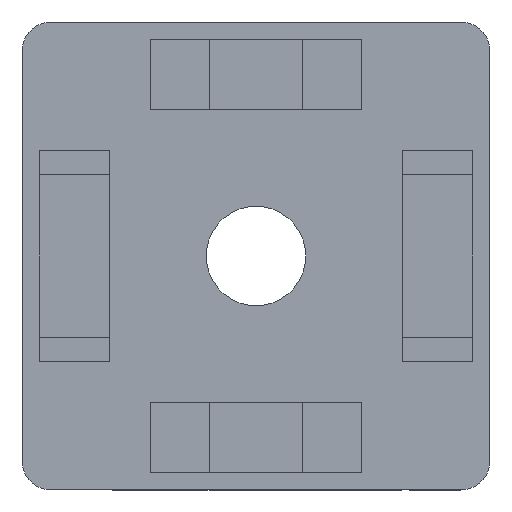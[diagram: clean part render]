
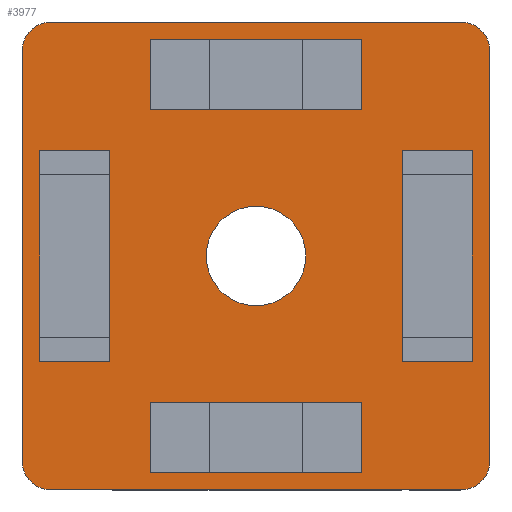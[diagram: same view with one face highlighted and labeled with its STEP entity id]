
A CAD part, front view. The second image highlights one B-rep face of the part: STEP entity #3977.
In plain terms, the highlighted planar face has unit normal (0, -1, 0).
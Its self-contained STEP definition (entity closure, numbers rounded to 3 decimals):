
#1038=CARTESIAN_POINT('',(20.0,0.0,-17.5));
#1039=VERTEX_POINT('',#1038);
#1046=CARTESIAN_POINT('',(17.5,0.0,-20.0));
#1047=VERTEX_POINT('',#1046);
#1048=CARTESIAN_POINT('',(17.5,0.0,-17.5));
#1049=DIRECTION('',(0.0,1.0,0.0));
#1050=DIRECTION('',(0.707,0.0,-0.707));
#1051=AXIS2_PLACEMENT_3D('',#1048,#1049,#1050);
#1052=CIRCLE('',#1051,2.5);
#1053=EDGE_CURVE('',#1039,#1047,#1052,.T.);
#1070=CARTESIAN_POINT('',(20.0,0.0,17.5));
#1071=VERTEX_POINT('',#1070);
#1078=CARTESIAN_POINT('',(20.0,0.0,17.5));
#1079=DIRECTION('',(0.0,0.0,-1.0));
#1080=VECTOR('',#1079,35.0);
#1081=LINE('',#1078,#1080);
#1082=EDGE_CURVE('',#1071,#1039,#1081,.T.);
#1094=CARTESIAN_POINT('',(17.5,0.0,20.0));
#1095=VERTEX_POINT('',#1094);
#1102=CARTESIAN_POINT('',(17.5,0.0,17.5));
#1103=DIRECTION('',(0.0,1.0,0.0));
#1104=DIRECTION('',(0.707,0.0,0.707));
#1105=AXIS2_PLACEMENT_3D('',#1102,#1103,#1104);
#1106=CIRCLE('',#1105,2.5);
#1107=EDGE_CURVE('',#1095,#1071,#1106,.T.);
#1119=CARTESIAN_POINT('',(-17.5,0.0,20.0));
#1120=VERTEX_POINT('',#1119);
#1127=CARTESIAN_POINT('',(-17.5,0.0,20.0));
#1128=DIRECTION('',(1.0,0.0,0.0));
#1129=VECTOR('',#1128,35.0);
#1130=LINE('',#1127,#1129);
#1131=EDGE_CURVE('',#1120,#1095,#1130,.T.);
#1143=CARTESIAN_POINT('',(-20.0,0.0,17.5));
#1144=VERTEX_POINT('',#1143);
#1151=CARTESIAN_POINT('',(-17.5,0.0,17.5));
#1152=DIRECTION('',(0.0,1.0,0.0));
#1153=DIRECTION('',(-0.707,0.0,0.707));
#1154=AXIS2_PLACEMENT_3D('',#1151,#1152,#1153);
#1155=CIRCLE('',#1154,2.5);
#1156=EDGE_CURVE('',#1144,#1120,#1155,.T.);
#1168=CARTESIAN_POINT('',(-20.0,0.0,-17.5));
#1169=VERTEX_POINT('',#1168);
#1176=CARTESIAN_POINT('',(-20.0,0.0,-17.5));
#1177=DIRECTION('',(0.0,0.0,1.0));
#1178=VECTOR('',#1177,35.0);
#1179=LINE('',#1176,#1178);
#1180=EDGE_CURVE('',#1169,#1144,#1179,.T.);
#1192=CARTESIAN_POINT('',(-17.5,0.0,-20.0));
#1193=VERTEX_POINT('',#1192);
#1200=CARTESIAN_POINT('',(-17.5,0.0,-17.5));
#1201=DIRECTION('',(0.0,1.0,0.0));
#1202=DIRECTION('',(-0.707,0.0,-0.707));
#1203=AXIS2_PLACEMENT_3D('',#1200,#1201,#1202);
#1204=CIRCLE('',#1203,2.5);
#1205=EDGE_CURVE('',#1193,#1169,#1204,.T.);
#1219=CARTESIAN_POINT('',(17.5,0.0,-20.0));
#1220=DIRECTION('',(-1.0,0.0,0.0));
#1221=VECTOR('',#1220,35.0);
#1222=LINE('',#1219,#1221);
#1223=EDGE_CURVE('',#1047,#1193,#1222,.T.);
#2704=CARTESIAN_POINT('',(-4.25,0.0,0.));
#2705=VERTEX_POINT('',#2704);
#2706=CARTESIAN_POINT('',(0.0,0.0,0.0));
#2707=DIRECTION('',(0.0,1.0,0.0));
#2708=DIRECTION('',(1.0,0.0,0.0));
#2709=AXIS2_PLACEMENT_3D('',#2706,#2707,#2708);
#2710=CIRCLE('',#2709,4.25);
#2711=EDGE_CURVE('',#2705,#2705,#2710,.T.);
#2907=CARTESIAN_POINT('',(-18.5,0.0,9.));
#2908=VERTEX_POINT('',#2907);
#2909=CARTESIAN_POINT('',(-12.5,0.0,9.));
#2910=VERTEX_POINT('',#2909);
#2911=CARTESIAN_POINT('',(-18.5,0.0,9.));
#2912=DIRECTION('',(1.0,0.0,0.0));
#2913=VECTOR('',#2912,6.0);
#2914=LINE('',#2911,#2913);
#2915=EDGE_CURVE('',#2908,#2910,#2914,.T.);
#2938=CARTESIAN_POINT('',(-12.5,0.0,-9.));
#2939=VERTEX_POINT('',#2938);
#2940=CARTESIAN_POINT('',(-12.5,0.0,9.));
#2941=DIRECTION('',(0.0,0.0,-1.0));
#2942=VECTOR('',#2941,18.0);
#2943=LINE('',#2940,#2942);
#2944=EDGE_CURVE('',#2910,#2939,#2943,.T.);
#2986=CARTESIAN_POINT('',(-18.5,0.0,-9.));
#2987=VERTEX_POINT('',#2986);
#2988=CARTESIAN_POINT('',(-18.5,0.0,-9.));
#2989=DIRECTION('',(0.0,0.0,1.0));
#2990=VECTOR('',#2989,18.0);
#2991=LINE('',#2988,#2990);
#2992=EDGE_CURVE('',#2987,#2908,#2991,.T.);
#3008=CARTESIAN_POINT('',(-12.5,0.0,-9.));
#3009=DIRECTION('',(-1.0,0.0,0.0));
#3010=VECTOR('',#3009,6.0);
#3011=LINE('',#3008,#3010);
#3012=EDGE_CURVE('',#2939,#2987,#3011,.T.);
#3175=CARTESIAN_POINT('',(-9.,0.0,-18.5));
#3176=VERTEX_POINT('',#3175);
#3177=CARTESIAN_POINT('',(-9.,0.0,-12.5));
#3178=VERTEX_POINT('',#3177);
#3179=CARTESIAN_POINT('',(-9.,0.0,-18.5));
#3180=DIRECTION('',(0.0,0.0,1.0));
#3181=VECTOR('',#3180,6.0);
#3182=LINE('',#3179,#3181);
#3183=EDGE_CURVE('',#3176,#3178,#3182,.T.);
#3206=CARTESIAN_POINT('',(9.,0.0,-12.5));
#3207=VERTEX_POINT('',#3206);
#3208=CARTESIAN_POINT('',(-9.,0.0,-12.5));
#3209=DIRECTION('',(1.0,0.0,0.0));
#3210=VECTOR('',#3209,18.0);
#3211=LINE('',#3208,#3210);
#3212=EDGE_CURVE('',#3178,#3207,#3211,.T.);
#3254=CARTESIAN_POINT('',(9.,0.0,-18.5));
#3255=VERTEX_POINT('',#3254);
#3256=CARTESIAN_POINT('',(9.,0.0,-18.5));
#3257=DIRECTION('',(-1.0,0.0,0.0));
#3258=VECTOR('',#3257,18.0);
#3259=LINE('',#3256,#3258);
#3260=EDGE_CURVE('',#3255,#3176,#3259,.T.);
#3276=CARTESIAN_POINT('',(9.,0.0,-12.5));
#3277=DIRECTION('',(0.0,0.0,-1.0));
#3278=VECTOR('',#3277,6.0);
#3279=LINE('',#3276,#3278);
#3280=EDGE_CURVE('',#3207,#3255,#3279,.T.);
#3443=CARTESIAN_POINT('',(18.5,0.0,-9.));
#3444=VERTEX_POINT('',#3443);
#3445=CARTESIAN_POINT('',(12.5,0.0,-9.));
#3446=VERTEX_POINT('',#3445);
#3447=CARTESIAN_POINT('',(18.5,0.0,-9.0));
#3448=DIRECTION('',(-1.0,0.0,0.0));
#3449=VECTOR('',#3448,6.0);
#3450=LINE('',#3447,#3449);
#3451=EDGE_CURVE('',#3444,#3446,#3450,.T.);
#3474=CARTESIAN_POINT('',(12.5,0.0,9.));
#3475=VERTEX_POINT('',#3474);
#3476=CARTESIAN_POINT('',(12.5,0.0,-9.));
#3477=DIRECTION('',(0.0,0.0,1.0));
#3478=VECTOR('',#3477,18.0);
#3479=LINE('',#3476,#3478);
#3480=EDGE_CURVE('',#3446,#3475,#3479,.T.);
#3522=CARTESIAN_POINT('',(18.5,0.0,9.));
#3523=VERTEX_POINT('',#3522);
#3524=CARTESIAN_POINT('',(18.5,0.0,9.));
#3525=DIRECTION('',(0.0,0.0,-1.0));
#3526=VECTOR('',#3525,18.0);
#3527=LINE('',#3524,#3526);
#3528=EDGE_CURVE('',#3523,#3444,#3527,.T.);
#3544=CARTESIAN_POINT('',(12.5,0.0,9.));
#3545=DIRECTION('',(1.0,0.0,0.0));
#3546=VECTOR('',#3545,6.0);
#3547=LINE('',#3544,#3546);
#3548=EDGE_CURVE('',#3475,#3523,#3547,.T.);
#3688=CARTESIAN_POINT('',(-9.,0.0,12.5));
#3689=VERTEX_POINT('',#3688);
#3696=CARTESIAN_POINT('',(9.0,0.0,12.5));
#3697=VERTEX_POINT('',#3696);
#3698=CARTESIAN_POINT('',(9.0,0.0,12.5));
#3699=DIRECTION('',(-1.0,0.0,0.0));
#3700=VECTOR('',#3699,18.0);
#3701=LINE('',#3698,#3700);
#3702=EDGE_CURVE('',#3697,#3689,#3701,.T.);
#3777=CARTESIAN_POINT('',(-9.,0.0,18.5));
#3778=VERTEX_POINT('',#3777);
#3779=CARTESIAN_POINT('',(9.0,0.0,18.5));
#3780=VERTEX_POINT('',#3779);
#3781=CARTESIAN_POINT('',(-9.,0.0,18.5));
#3782=DIRECTION('',(1.0,0.0,0.0));
#3783=VECTOR('',#3782,18.);
#3784=LINE('',#3781,#3783);
#3785=EDGE_CURVE('',#3778,#3780,#3784,.T.);
#3812=CARTESIAN_POINT('',(9.0,0.0,18.5));
#3813=DIRECTION('',(0.0,0.0,-1.0));
#3814=VECTOR('',#3813,6.0);
#3815=LINE('',#3812,#3814);
#3816=EDGE_CURVE('',#3780,#3697,#3815,.T.);
#3829=CARTESIAN_POINT('',(-9.,0.0,12.5));
#3830=DIRECTION('',(0.0,0.0,1.0));
#3831=VECTOR('',#3830,6.0);
#3832=LINE('',#3829,#3831);
#3833=EDGE_CURVE('',#3689,#3778,#3832,.T.);
#3935=CARTESIAN_POINT('',(0.0,0.0,0.0));
#3936=DIRECTION('',(0.0,1.0,0.0));
#3937=DIRECTION('',(0.0,0.0,1.0));
#3938=AXIS2_PLACEMENT_3D('',#3935,#3936,#3937);
#3939=PLANE('',#3938);
#3940=ORIENTED_EDGE('',*,*,#1053,.F.);
#3941=ORIENTED_EDGE('',*,*,#1082,.F.);
#3942=ORIENTED_EDGE('',*,*,#1107,.F.);
#3943=ORIENTED_EDGE('',*,*,#1131,.F.);
#3944=ORIENTED_EDGE('',*,*,#1156,.F.);
#3945=ORIENTED_EDGE('',*,*,#1180,.F.);
#3946=ORIENTED_EDGE('',*,*,#1205,.F.);
#3947=ORIENTED_EDGE('',*,*,#1223,.F.);
#3948=EDGE_LOOP('',(#3940,#3941,#3942,#3943,#3944,#3945,#3946,#3947));
#3949=FACE_OUTER_BOUND('',#3948,.T.);
#3950=ORIENTED_EDGE('',*,*,#2915,.T.);
#3951=ORIENTED_EDGE('',*,*,#2944,.T.);
#3952=ORIENTED_EDGE('',*,*,#3012,.T.);
#3953=ORIENTED_EDGE('',*,*,#2992,.T.);
#3954=EDGE_LOOP('',(#3950,#3951,#3952,#3953));
#3955=FACE_BOUND('',#3954,.T.);
#3956=ORIENTED_EDGE('',*,*,#3183,.T.);
#3957=ORIENTED_EDGE('',*,*,#3212,.T.);
#3958=ORIENTED_EDGE('',*,*,#3280,.T.);
#3959=ORIENTED_EDGE('',*,*,#3260,.T.);
#3960=EDGE_LOOP('',(#3956,#3957,#3958,#3959));
#3961=FACE_BOUND('',#3960,.T.);
#3962=ORIENTED_EDGE('',*,*,#3451,.T.);
#3963=ORIENTED_EDGE('',*,*,#3480,.T.);
#3964=ORIENTED_EDGE('',*,*,#3548,.T.);
#3965=ORIENTED_EDGE('',*,*,#3528,.T.);
#3966=EDGE_LOOP('',(#3962,#3963,#3964,#3965));
#3967=FACE_BOUND('',#3966,.T.);
#3968=ORIENTED_EDGE('',*,*,#3816,.T.);
#3969=ORIENTED_EDGE('',*,*,#3702,.T.);
#3970=ORIENTED_EDGE('',*,*,#3833,.T.);
#3971=ORIENTED_EDGE('',*,*,#3785,.T.);
#3972=EDGE_LOOP('',(#3968,#3969,#3970,#3971));
#3973=FACE_BOUND('',#3972,.T.);
#3974=ORIENTED_EDGE('',*,*,#2711,.T.);
#3975=EDGE_LOOP('',(#3974));
#3976=FACE_BOUND('',#3975,.T.);
#3977=ADVANCED_FACE('',(#3949,#3955,#3961,#3967,#3973,#3976),#3939,.F.);
